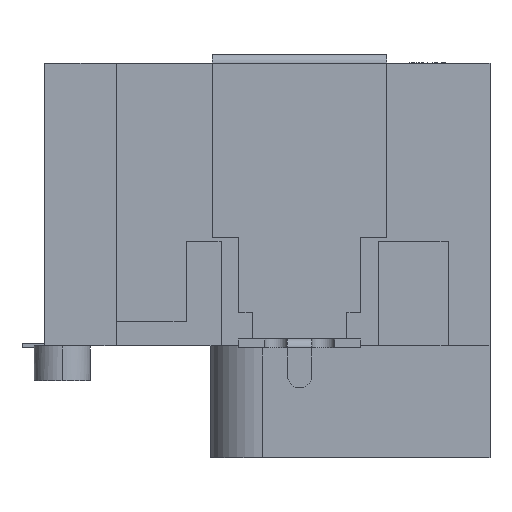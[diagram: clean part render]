
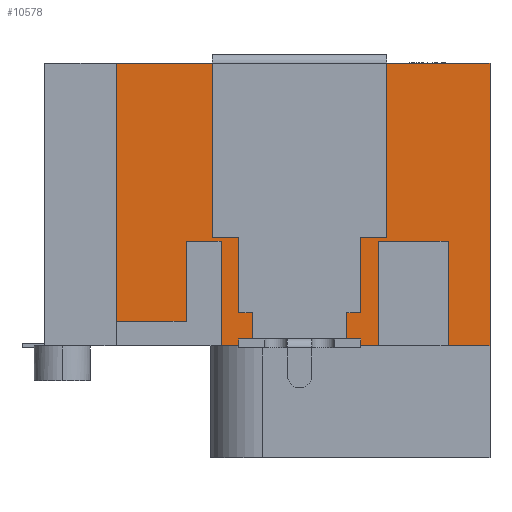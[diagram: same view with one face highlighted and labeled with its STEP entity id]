
A CAD part, left-side view. The second image highlights one B-rep face of the part: STEP entity #10578.
In plain terms, the highlighted planar face has unit normal (-1, 0, 0).
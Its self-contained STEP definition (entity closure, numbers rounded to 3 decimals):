
#345=DIRECTION('',(0.,1.,0.));
#346=VECTOR('',#345,4.5);
#347=CARTESIAN_POINT('',(-6.95,-5.85,
0.1));
#348=LINE('',#347,#346);
#361=DIRECTION('',(0.,1.,0.));
#362=VECTOR('',#361,1.2);
#363=CARTESIAN_POINT('',(-6.95,-9.05,
0.1));
#364=LINE('',#363,#362);
#801=DIRECTION('',(0.,0.,1.));
#802=VECTOR('',#801,5.);
#803=CARTESIAN_POINT('',(-6.95,-1.1,3.2));
#804=LINE('',#803,#802);
#805=DIRECTION('',(0.,1.,0.));
#806=VECTOR('',#805,0.75);
#807=CARTESIAN_POINT('',(-6.95,-1.85,3.2));
#808=LINE('',#807,#806);
#809=DIRECTION('',(0.,0.,1.));
#810=VECTOR('',#809,2.15);
#811=CARTESIAN_POINT('',(-6.95,-1.85,1.05));
#812=LINE('',#811,#810);
#813=DIRECTION('',(0.,1.,0.));
#814=VECTOR('',#813,0.4);
#815=CARTESIAN_POINT('',(-6.95,-2.25,1.05));
#816=LINE('',#815,#814);
#817=DIRECTION('',(0.,0.,1.));
#818=VECTOR('',#817,0.749);
#819=CARTESIAN_POINT('',(-6.95,-2.25,
0.301));
#820=LINE('',#819,#818);
#821=DIRECTION('',(0.,0.,-1.));
#822=VECTOR('',#821,0.749);
#823=CARTESIAN_POINT('',(-6.95,-4.95,1.05));
#824=LINE('',#823,#822);
#825=DIRECTION('',(0.,0.,-1.));
#826=VECTOR('',#825,2.15);
#827=CARTESIAN_POINT('',(-6.95,-5.35,3.2));
#828=LINE('',#827,#826);
#829=DIRECTION('',(0.,0.,-1.));
#830=VECTOR('',#829,5.);
#831=CARTESIAN_POINT('',(-6.95,-6.1,8.2));
#832=LINE('',#831,#830);
#833=DIRECTION('',(0.,1.,0.));
#834=VECTOR('',#833,2.95);
#835=CARTESIAN_POINT('',(-6.95,-9.05,8.2));
#836=LINE('',#835,#834);
#837=DIRECTION('',(0.,0.,1.));
#838=VECTOR('',#837,8.1);
#839=CARTESIAN_POINT('',(-6.95,-9.05,
0.1));
#840=LINE('',#839,#838);
#841=DIRECTION('',(0.,-1.,0.));
#842=VECTOR('',#841,2.);
#843=CARTESIAN_POINT('',(-6.95,-5.85,3.1));
#844=LINE('',#843,#842);
#845=DIRECTION('',(0.,0.,1.));
#846=VECTOR('',#845,3.);
#847=CARTESIAN_POINT('',(-6.95,-5.85,
0.1));
#848=LINE('',#847,#846);
#849=DIRECTION('',(0.,-1.,0.));
#850=VECTOR('',#849,1.);
#851=CARTESIAN_POINT('',(-6.95,-0.35,
3.1));
#852=LINE('',#851,#850);
#853=DIRECTION('',(0.,1.,0.));
#854=VECTOR('',#853,2.75);
#855=CARTESIAN_POINT('',(-6.95,-1.1,8.2));
#856=LINE('',#855,#854);
#5385=DIRECTION('',(0.,-1.,0.));
#5386=VECTOR('',#5385,0.75);
#5387=CARTESIAN_POINT('',(-6.95,-5.35,
3.2));
#5388=LINE('',#5387,#5386);
#5401=DIRECTION('',(0.,-1.,0.));
#5402=VECTOR('',#5401,0.4);
#5403=CARTESIAN_POINT('',(-6.95,-4.95,
1.05));
#5404=LINE('',#5403,#5402);
#5697=DIRECTION('',(0.,-1.,0.));
#5698=VECTOR('',#5697,2.7);
#5699=CARTESIAN_POINT('',(-6.95,-2.25,
0.301));
#5700=LINE('',#5699,#5698);
#6955=DIRECTION('',(0.,0.,1.));
#6956=VECTOR('',#6955,3.);
#6957=CARTESIAN_POINT('',(-6.95,-7.85,
0.1));
#6958=LINE('',#6957,#6956);
#6979=DIRECTION('',(0.,0.,1.));
#6980=VECTOR('',#6979,3.);
#6981=CARTESIAN_POINT('',(-6.95,-1.35,
0.1));
#6982=LINE('',#6981,#6980);
#6999=DIRECTION('',(0.,0.,-1.));
#7000=VECTOR('',#6999,2.3);
#7001=CARTESIAN_POINT('',(-6.95,-0.35,
3.1));
#7002=LINE('',#7001,#7000);
#7007=DIRECTION('',(0.,1.,0.));
#7008=VECTOR('',#7007,2.);
#7009=CARTESIAN_POINT('',(-6.95,-0.35,
0.8));
#7010=LINE('',#7009,#7008);
#7023=DIRECTION('',(0.,0.,1.));
#7024=VECTOR('',#7023,7.4);
#7025=CARTESIAN_POINT('',(-6.95,1.65,
0.8));
#7026=LINE('',#7025,#7024);
#7625=CARTESIAN_POINT('',(-6.95,-9.05,
0.1));
#7626=VERTEX_POINT('',#7625);
#7627=CARTESIAN_POINT('',(-6.95,-7.85,
0.1));
#7628=VERTEX_POINT('',#7627);
#7633=CARTESIAN_POINT('',(-6.95,-5.85,
0.1));
#7634=VERTEX_POINT('',#7633);
#7635=CARTESIAN_POINT('',(-6.95,-1.35,
0.1));
#7636=VERTEX_POINT('',#7635);
#7751=CARTESIAN_POINT('',(-6.95,-6.1,
8.2));
#7752=VERTEX_POINT('',#7751);
#7753=CARTESIAN_POINT('',(-6.95,-9.05,
8.2));
#7754=VERTEX_POINT('',#7753);
#7755=CARTESIAN_POINT('',(-6.95,-1.1,
8.2));
#7756=VERTEX_POINT('',#7755);
#7757=CARTESIAN_POINT('',(-6.95,-1.1,
3.2));
#7758=VERTEX_POINT('',#7757);
#7771=CARTESIAN_POINT('',(-6.95,-6.1,
3.2));
#7772=VERTEX_POINT('',#7771);
#7817=CARTESIAN_POINT('',(-6.95,-5.35,
3.2));
#7818=VERTEX_POINT('',#7817);
#7819=CARTESIAN_POINT('',(-6.95,-5.35,
1.05));
#7820=VERTEX_POINT('',#7819);
#7821=CARTESIAN_POINT('',(-6.95,-1.85,
3.2));
#7822=VERTEX_POINT('',#7821);
#7823=CARTESIAN_POINT('',(-6.95,-1.85,
1.05));
#7824=VERTEX_POINT('',#7823);
#7885=CARTESIAN_POINT('',(-6.95,-2.25,
0.301));
#7886=VERTEX_POINT('',#7885);
#7887=CARTESIAN_POINT('',(-6.95,-4.95,
0.301));
#7888=VERTEX_POINT('',#7887);
#7949=CARTESIAN_POINT('',(-6.95,-4.95,
1.05));
#7950=VERTEX_POINT('',#7949);
#7951=CARTESIAN_POINT('',(-6.95,-2.25,
1.05));
#7952=VERTEX_POINT('',#7951);
#7985=CARTESIAN_POINT('',(-6.95,1.65,8.2));
#7986=VERTEX_POINT('',#7985);
#8247=CARTESIAN_POINT('',(-6.95,1.65,
0.8));
#8248=VERTEX_POINT('',#8247);
#8249=CARTESIAN_POINT('',(-6.95,-0.35,
0.8));
#8250=VERTEX_POINT('',#8249);
#8251=CARTESIAN_POINT('',(-6.95,-0.35,
3.1));
#8252=VERTEX_POINT('',#8251);
#8253=CARTESIAN_POINT('',(-6.95,-1.35,
3.1));
#8254=VERTEX_POINT('',#8253);
#8255=CARTESIAN_POINT('',(-6.95,-5.85,
3.1));
#8256=VERTEX_POINT('',#8255);
#8257=CARTESIAN_POINT('',(-6.95,-7.85,
3.1));
#8258=VERTEX_POINT('',#8257);
#10526=CARTESIAN_POINT('',(-6.95,3.7,
8.2));
#10527=DIRECTION('',(1.,0.,0.));
#10528=DIRECTION('',(0.,1.,0.));
#10529=AXIS2_PLACEMENT_3D('',#10526,#10527,#10528);
#10530=PLANE('',#10529);
#10532=ORIENTED_EDGE('',*,*,#10531,.F.);
#10534=ORIENTED_EDGE('',*,*,#10533,.F.);
#10536=ORIENTED_EDGE('',*,*,#10535,.F.);
#10538=ORIENTED_EDGE('',*,*,#10537,.F.);
#10540=ORIENTED_EDGE('',*,*,#10539,.F.);
#10542=ORIENTED_EDGE('',*,*,#10541,.T.);
#10544=ORIENTED_EDGE('',*,*,#10543,.F.);
#10546=ORIENTED_EDGE('',*,*,#10545,.T.);
#10548=ORIENTED_EDGE('',*,*,#10547,.F.);
#10550=ORIENTED_EDGE('',*,*,#10549,.T.);
#10552=ORIENTED_EDGE('',*,*,#10551,.F.);
#10554=ORIENTED_EDGE('',*,*,#10553,.F.);
#10556=ORIENTED_EDGE('',*,*,#10555,.F.);
#10557=ORIENTED_EDGE('',*,*,#10153,.T.);
#10559=ORIENTED_EDGE('',*,*,#10558,.T.);
#10561=ORIENTED_EDGE('',*,*,#10560,.F.);
#10563=ORIENTED_EDGE('',*,*,#10562,.F.);
#10564=ORIENTED_EDGE('',*,*,#10145,.T.);
#10566=ORIENTED_EDGE('',*,*,#10565,.T.);
#10568=ORIENTED_EDGE('',*,*,#10567,.F.);
#10570=ORIENTED_EDGE('',*,*,#10569,.T.);
#10572=ORIENTED_EDGE('',*,*,#10571,.T.);
#10574=ORIENTED_EDGE('',*,*,#10573,.T.);
#10575=ORIENTED_EDGE('',*,*,#10501,.F.);
#10576=EDGE_LOOP('',(#10532,#10534,#10536,#10538,#10540,#10542,#10544,#10546,
#10548,#10550,#10552,#10554,#10556,#10557,#10559,#10561,#10563,#10564,#10566,
#10568,#10570,#10572,#10574,#10575));
#10577=FACE_OUTER_BOUND('',#10576,.F.);
#10578=ADVANCED_FACE('',(#10577),#10530,.F.);
#10145=EDGE_CURVE('',#7634,#7636,#348,.T.);
#10153=EDGE_CURVE('',#7626,#7628,#364,.T.);
#10501=EDGE_CURVE('',#7756,#7986,#856,.T.);
#10531=EDGE_CURVE('',#7758,#7756,#804,.T.);
#10533=EDGE_CURVE('',#7822,#7758,#808,.T.);
#10535=EDGE_CURVE('',#7824,#7822,#812,.T.);
#10537=EDGE_CURVE('',#7952,#7824,#816,.T.);
#10539=EDGE_CURVE('',#7886,#7952,#820,.T.);
#10541=EDGE_CURVE('',#7886,#7888,#5700,.T.);
#10543=EDGE_CURVE('',#7950,#7888,#824,.T.);
#10545=EDGE_CURVE('',#7950,#7820,#5404,.T.);
#10547=EDGE_CURVE('',#7818,#7820,#828,.T.);
#10549=EDGE_CURVE('',#7818,#7772,#5388,.T.);
#10551=EDGE_CURVE('',#7752,#7772,#832,.T.);
#10553=EDGE_CURVE('',#7754,#7752,#836,.T.);
#10555=EDGE_CURVE('',#7626,#7754,#840,.T.);
#10558=EDGE_CURVE('',#7628,#8258,#6958,.T.);
#10560=EDGE_CURVE('',#8256,#8258,#844,.T.);
#10562=EDGE_CURVE('',#7634,#8256,#848,.T.);
#10565=EDGE_CURVE('',#7636,#8254,#6982,.T.);
#10567=EDGE_CURVE('',#8252,#8254,#852,.T.);
#10569=EDGE_CURVE('',#8252,#8250,#7002,.T.);
#10571=EDGE_CURVE('',#8250,#8248,#7010,.T.);
#10573=EDGE_CURVE('',#8248,#7986,#7026,.T.);
